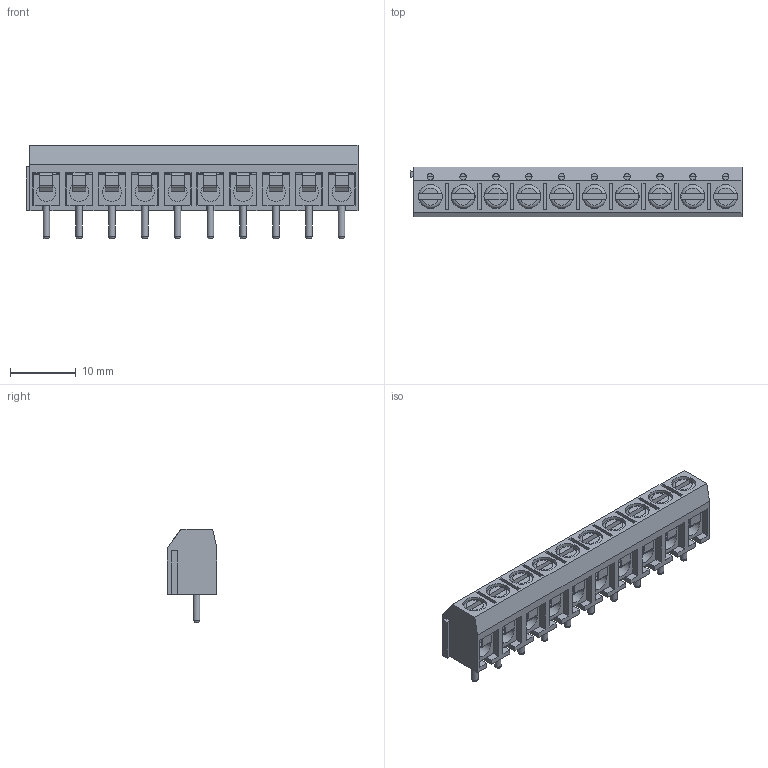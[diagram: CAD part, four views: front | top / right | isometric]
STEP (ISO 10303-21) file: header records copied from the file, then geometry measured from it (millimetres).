
FILE_DESCRIPTION(('STEP AP214'), '1');
FILE_NAME('DG301-5.0-03', '2017-01-14T09:18:37', ('Nobody'), (''), 'ASCON STEP Converter 1.3', 'ASCON Math Kernel', '');
FILE_SCHEMA(('AUTOMOTIVE_DESIGN { 1 0 10303 214 3 1 1}'));
Length unit declared in the file: millimetre
Assembly tree (30 placements, depth 2):
  (unnamed)
    (unnamed)  x10
    (unnamed)  x10
    (unnamed)  x10
Bounding box: 50.6 x 7.6 x 14.3 mm (x, y, z)
Volume: 2462.2 mm3; surface area: 6824.3 mm2
Topology: 31 solids, 31 shells, 881 faces, 2070 edges, 1280 vertices
Faces by surface type: plane 651, cylinder 170, torus 40, cone 20
Full cylindrical faces by diameter (mm): 1 x20, 1.8 x10, 2 x10, 2.5 x10, 2.6 x10, 2.9 x10, 3 x10, 3.6 x10, 3.65 x10
Entity records: 11877 total; most frequent: CARTESIAN_POINT 1690, DIRECTION 1430, ORIENTED_EDGE 1412, EDGE_CURVE 706, LINE 588, VECTOR 588, VERTEX_POINT 488, AXIS2_PLACEMENT_3D 421
